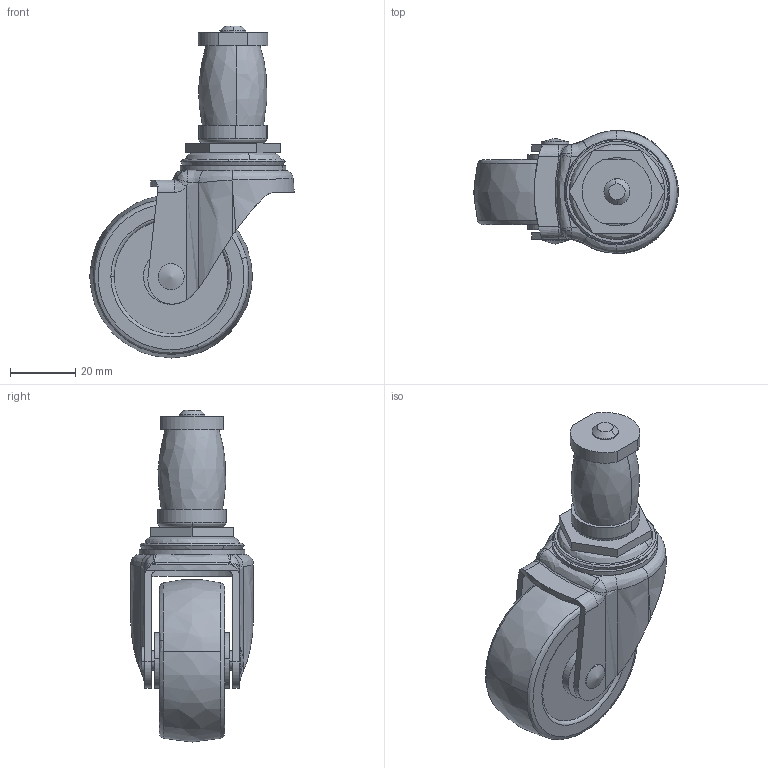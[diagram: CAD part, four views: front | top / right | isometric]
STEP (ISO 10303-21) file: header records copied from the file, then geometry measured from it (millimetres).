
FILE_DESCRIPTION((''),'2;1');
FILE_NAME('','2005-12-15T16:31:08',(''),(''),'','CADfix','');
FILE_SCHEMA(('AUTOMOTIVE_DESIGN'));
Length unit declared in the file: millimetre
Products named in the file (5): wheel; main shaft; body; axle; No_203_d21_21392_36
Assembly tree (4 placements, depth 2):
  No_203_d21_21392_36
    wheel
    main shaft
    body
    axle
Bounding box: 62.84 x 37.7 x 102 mm (x, y, z)
Volume: 61471.2 mm3; surface area: 20585.6 mm2
Topology: 4 solids, 4 shells, 185 faces, 545 edges, 385 vertices
Faces by surface type: bspline 185
Entity records: 8160 total; most frequent: CARTESIAN_POINT 5130, ORIENTED_EDGE 1086, EDGE_CURVE 543, VERTEX_POINT 385, EDGE_LOOP 212, FACE_OUTER_BOUND 185, ADVANCED_FACE 185, QUASI_UNIFORM_CURVE 145
